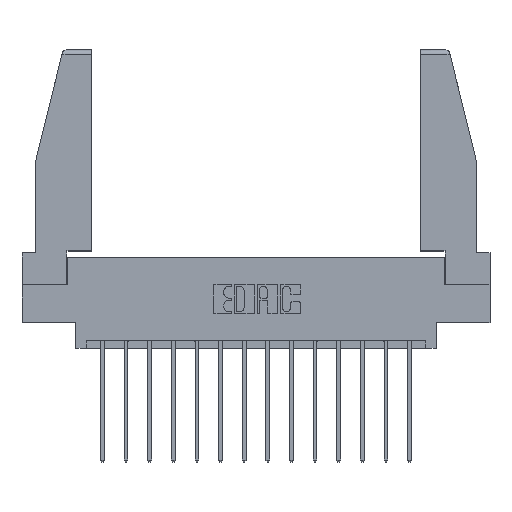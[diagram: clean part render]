
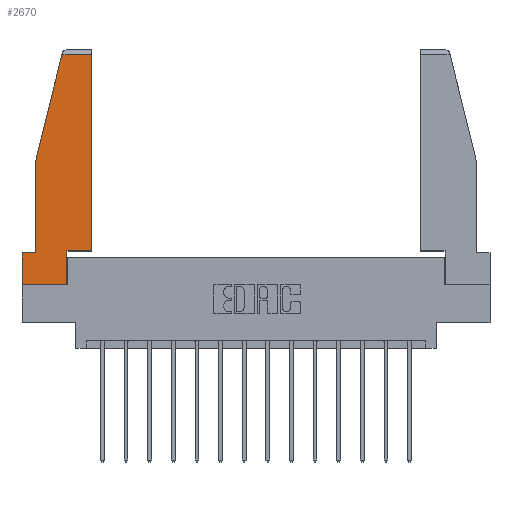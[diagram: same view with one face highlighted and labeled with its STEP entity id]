
A CAD part, top view. The second image highlights one B-rep face of the part: STEP entity #2670.
In plain terms, the highlighted planar face has unit normal (0, 0, 1).
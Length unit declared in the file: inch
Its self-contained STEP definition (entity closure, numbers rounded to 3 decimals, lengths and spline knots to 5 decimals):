
#259 = ORIENTED_EDGE ( 'NONE', *, *, #3238, .T. ) ;
#378 = CARTESIAN_POINT ( 'NONE',  ( 0., 0.21, 0. ) ) ;
#745 = LINE ( 'NONE', #4027, #9884 ) ;
#790 = CARTESIAN_POINT ( 'NONE',  ( 0., 0., 0. ) ) ;
#1327 = FACE_OUTER_BOUND ( 'NONE', #10704, .T. ) ;
#1625 = VECTOR ( 'NONE', #2839, 39.37008 ) ;
#1767 = CARTESIAN_POINT ( 'NONE',  ( 0.461, 1.52, 0. ) ) ;
#1833 = DIRECTION ( 'NONE',  ( 0., 1., 0. ) ) ;
#1998 = VERTEX_POINT ( 'NONE', #5793 ) ;
#2279 = EDGE_CURVE ( 'NONE', #11663, #3386, #745, .T. ) ;
#2592 = CARTESIAN_POINT ( 'NONE',  ( 0.086, 0.21, 0. ) ) ;
#2670 = ADVANCED_FACE ( 'NONE', ( #1327 ), #11986, .T. ) ;
#2839 = DIRECTION ( 'NONE',  ( -1., 0., 0. ) ) ;
#3071 = LINE ( 'NONE', #11218, #15682 ) ;
#3238 = EDGE_CURVE ( 'NONE', #13987, #4554, #3071, .T. ) ;
#3386 = VERTEX_POINT ( 'NONE', #2592 ) ;
#3605 = EDGE_CURVE ( 'NONE', #5832, #1998, #8566, .T. ) ;
#3941 = ORIENTED_EDGE ( 'NONE', *, *, #9139, .T. ) ;
#4027 = CARTESIAN_POINT ( 'NONE',  ( 0.086, 0.8, 0. ) ) ;
#4554 = VERTEX_POINT ( 'NONE', #5031 ) ;
#4782 = EDGE_CURVE ( 'NONE', #3386, #14897, #8718, .T. ) ;
#5031 = CARTESIAN_POINT ( 'NONE',  ( 0.297, 0.223, 0. ) ) ;
#5052 = CARTESIAN_POINT ( 'NONE',  ( 0.461, 0.223, 0. ) ) ;
#5678 = VECTOR ( 'NONE', #6029, 39.37008 ) ;
#5793 = CARTESIAN_POINT ( 'NONE',  ( 0.2636, 1.52, 0. ) ) ;
#5817 = DIRECTION ( 'NONE',  ( -1., 0., 0. ) ) ;
#5832 = VERTEX_POINT ( 'NONE', #1767 ) ;
#6029 = DIRECTION ( 'NONE',  ( 1., 0., 0. ) ) ;
#6821 = CARTESIAN_POINT ( 'NONE',  ( 0.297, 0., 0. ) ) ;
#6951 = AXIS2_PLACEMENT_3D ( 'NONE', #11929, #13279, #15970 ) ;
#7116 = CARTESIAN_POINT ( 'NONE',  ( 0.086, 0.8, 0. ) ) ;
#7757 = VECTOR ( 'NONE', #5817, 39.37008 ) ;
#7818 = ORIENTED_EDGE ( 'NONE', *, *, #16627, .T. ) ;
#7902 = ORIENTED_EDGE ( 'NONE', *, *, #13758, .T. ) ;
#8098 = EDGE_CURVE ( 'NONE', #4554, #12070, #8801, .T. ) ;
#8543 = VERTEX_POINT ( 'NONE', #790 ) ;
#8566 = LINE ( 'NONE', #12654, #7757 ) ;
#8584 = CARTESIAN_POINT ( 'NONE',  ( 0.297, 0.223, 0. ) ) ;
#8718 = LINE ( 'NONE', #378, #1625 ) ;
#8801 = LINE ( 'NONE', #8584, #5678 ) ;
#9139 = EDGE_CURVE ( 'NONE', #12070, #5832, #13733, .T. ) ;
#9723 = EDGE_CURVE ( 'NONE', #1998, #11663, #16202, .T. ) ;
#9758 = ORIENTED_EDGE ( 'NONE', *, *, #4782, .T. ) ;
#9862 = ORIENTED_EDGE ( 'NONE', *, *, #9723, .T. ) ;
#9884 = VECTOR ( 'NONE', #13197, 39.37008 ) ;
#9904 = LINE ( 'NONE', #10836, #13212 ) ;
#9988 = CARTESIAN_POINT ( 'NONE',  ( 0.271, 1.55, 0. ) ) ;
#10039 = ORIENTED_EDGE ( 'NONE', *, *, #8098, .T. ) ;
#10124 = LINE ( 'NONE', #15448, #16069 ) ;
#10271 = DIRECTION ( 'NONE',  ( -0.239, -0.971, 0. ) ) ;
#10704 = EDGE_LOOP ( 'NONE', ( #3941, #15772, #9862, #15690, #9758, #7902, #7818, #259, #10039 ) ) ;
#10836 = CARTESIAN_POINT ( 'NONE',  ( 0., 0., 0. ) ) ;
#11218 = CARTESIAN_POINT ( 'NONE',  ( 0.297, 0., 0. ) ) ;
#11425 = VECTOR ( 'NONE', #13638, 39.37008 ) ;
#11663 = VERTEX_POINT ( 'NONE', #7116 ) ;
#11929 = CARTESIAN_POINT ( 'NONE',  ( 0., 0., 0. ) ) ;
#11986 = PLANE ( 'NONE',  #6951 ) ;
#12070 = VERTEX_POINT ( 'NONE', #5052 ) ;
#12092 = VECTOR ( 'NONE', #10271, 39.37008 ) ;
#12654 = CARTESIAN_POINT ( 'NONE',  ( 0., 1.52, 0. ) ) ;
#13197 = DIRECTION ( 'NONE',  ( 0., -1., 0. ) ) ;
#13212 = VECTOR ( 'NONE', #16144, 39.37008 ) ;
#13279 = DIRECTION ( 'NONE',  ( 0., 0., 1. ) ) ;
#13385 = CARTESIAN_POINT ( 'NONE',  ( 0., 0.21, 0. ) ) ;
#13638 = DIRECTION ( 'NONE',  ( 0., 1., 0. ) ) ;
#13733 = LINE ( 'NONE', #14995, #11425 ) ;
#13758 = EDGE_CURVE ( 'NONE', #14897, #8543, #10124, .T. ) ;
#13987 = VERTEX_POINT ( 'NONE', #6821 ) ;
#14897 = VERTEX_POINT ( 'NONE', #13385 ) ;
#14995 = CARTESIAN_POINT ( 'NONE',  ( 0.461, 0.223, 0. ) ) ;
#15448 = CARTESIAN_POINT ( 'NONE',  ( 0., 0.21, 0. ) ) ;
#15682 = VECTOR ( 'NONE', #1833, 39.37008 ) ;
#15690 = ORIENTED_EDGE ( 'NONE', *, *, #2279, .T. ) ;
#15772 = ORIENTED_EDGE ( 'NONE', *, *, #3605, .T. ) ;
#15970 = DIRECTION ( 'NONE',  ( 1., 0., 0. ) ) ;
#16069 = VECTOR ( 'NONE', #16836, 39.37008 ) ;
#16144 = DIRECTION ( 'NONE',  ( 1., 0., 0. ) ) ;
#16202 = LINE ( 'NONE', #9988, #12092 ) ;
#16627 = EDGE_CURVE ( 'NONE', #8543, #13987, #9904, .T. ) ;
#16836 = DIRECTION ( 'NONE',  ( 0., -1., 0. ) ) ;
